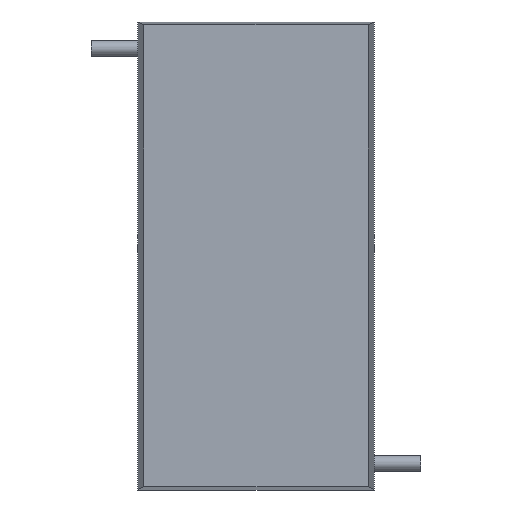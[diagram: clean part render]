
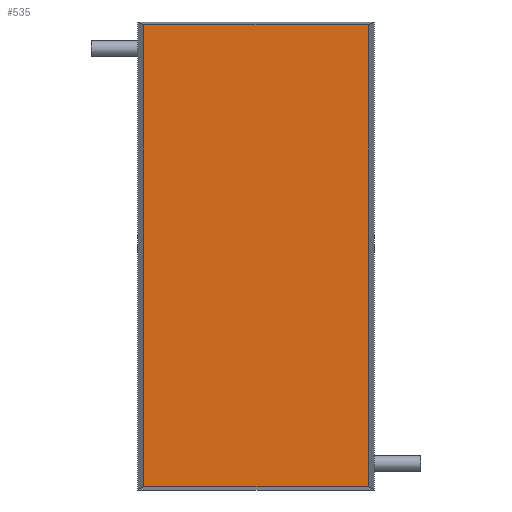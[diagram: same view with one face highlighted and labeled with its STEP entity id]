
A CAD part, top view. The second image highlights one B-rep face of the part: STEP entity #535.
In plain terms, the highlighted planar face has unit normal (0, 0, 1).
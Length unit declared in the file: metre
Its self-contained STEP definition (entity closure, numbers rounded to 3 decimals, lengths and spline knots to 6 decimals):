
#140=ORIENTED_EDGE('',*,*,#241,.T.);
#141=ORIENTED_EDGE('',*,*,#248,.F.);
#142=ORIENTED_EDGE('',*,*,#242,.F.);
#143=ORIENTED_EDGE('',*,*,#246,.T.);
#241=EDGE_CURVE('',#294,#297,#313,.T.);
#242=EDGE_CURVE('',#298,#299,#314,.T.);
#246=EDGE_CURVE('',#298,#294,#318,.T.);
#248=EDGE_CURVE('',#299,#297,#320,.T.);
#294=VERTEX_POINT('',#1466);
#297=VERTEX_POINT('',#1471);
#298=VERTEX_POINT('',#1475);
#299=VERTEX_POINT('',#1476);
#313=LINE('',#1472,#329);
#314=LINE('',#1474,#330);
#318=LINE('',#1483,#334);
#320=LINE('',#1486,#336);
#329=VECTOR('',#657,1.);
#330=VECTOR('',#660,1.);
#334=VECTOR('',#666,1.);
#336=VECTOR('',#670,1.);
#381=EDGE_LOOP('',(#140,#141,#142,#143));
#471=FACE_BOUND('',#381,.T.);
#524=PLANE('',#625);
#535=ADVANCED_FACE('',(#471),#524,.T.);
#625=AXIS2_PLACEMENT_3D('',#1488,#672,#673);
#657=DIRECTION('',(0.,1.,0.));
#660=DIRECTION('',(0.,1.,0.));
#666=DIRECTION('',(1.,0.,0.));
#670=DIRECTION('',(1.,0.,0.));
#672=DIRECTION('',(0.,0.,1.));
#673=DIRECTION('',(0.,-1.,0.));
#1466=CARTESIAN_POINT('',(0.004441,-0.002156,0.0022));
#1471=CARTESIAN_POINT('',(0.004441,0.002156,0.0022));
#1472=CARTESIAN_POINT('',(0.004441,-0.010642,0.0022));
#1474=CARTESIAN_POINT('',(-0.004441,-0.010642,0.0022));
#1475=CARTESIAN_POINT('',(-0.004441,-0.002156,0.0022));
#1476=CARTESIAN_POINT('',(-0.004441,0.002156,0.0022));
#1483=CARTESIAN_POINT('',(-0.0045,-0.002156,0.0022));
#1486=CARTESIAN_POINT('',(-0.0045,0.002156,0.0022));
#1488=CARTESIAN_POINT('',(-0.0045,0.002156,0.0022));
